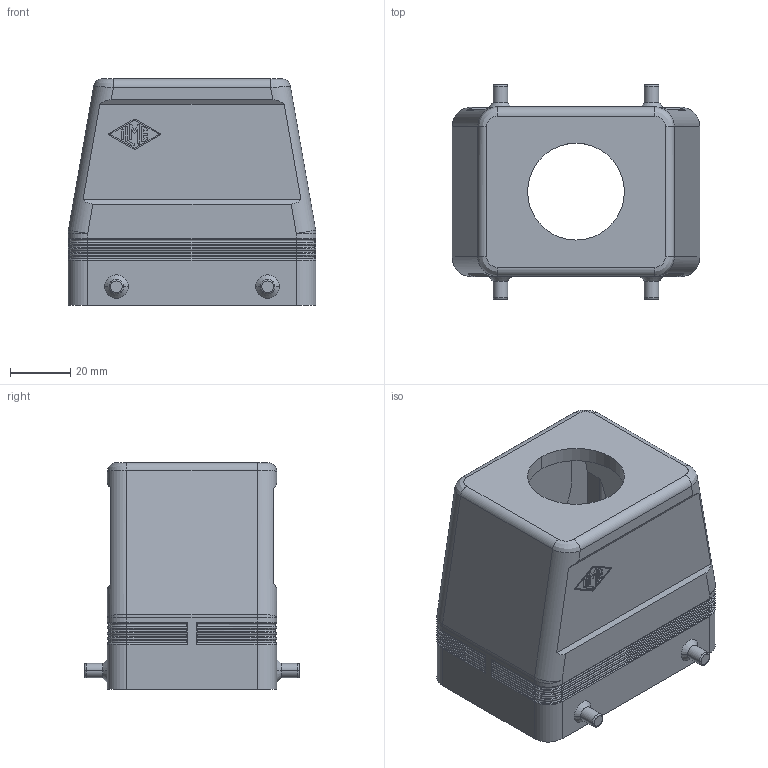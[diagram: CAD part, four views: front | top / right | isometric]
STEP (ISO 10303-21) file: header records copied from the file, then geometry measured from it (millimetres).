
FILE_DESCRIPTION(('Creo Elements/Direct Modeling STEP Export'),'2;1');
FILE_NAME('0ln7uvk5con98i42160','2021-09-17T14:37:04',(''),(''),'Creo Elements/Direct Modeling STEP processor for AP214 (Solid Model)','Creo Elements/Direct Modeling 20.1B 02-Apr-2019 (C) Parametric Technology GmbH','');
FILE_SCHEMA(('AUTOMOTIVE_DESIGN { 1 0 10303 214 1 1 1 1 }'));
Length unit declared in the file: millimetre
Products named in the file (2): 23601_D
Assembly tree (1 placements, depth 2):
  23601_D
    23601_D
Bounding box: 82 x 71 x 75 mm (x, y, z)
Volume: 93662.4 mm3; surface area: 43512.1 mm2
Topology: 1 solids, 1 shells, 438 faces, 1048 edges, 618 vertices
Faces by surface type: plane 169, cylinder 120, cone 56, torus 48, extrusion 19, bspline 18, sphere 8
Entity records: 15101 total; most frequent: CARTESIAN_POINT 5652, ORIENTED_EDGE 2070, DIRECTION 1848, EDGE_CURVE 1035, AXIS2_PLACEMENT_3D 657, VERTEX_POINT 618, VECTOR 534, LINE 515
